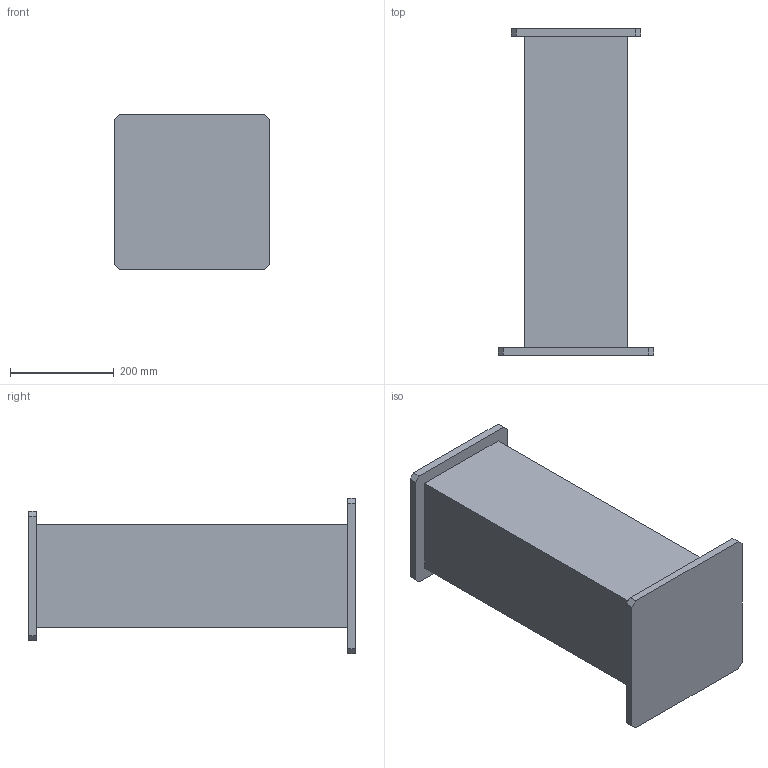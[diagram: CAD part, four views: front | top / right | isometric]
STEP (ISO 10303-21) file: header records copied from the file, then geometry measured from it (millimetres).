
FILE_DESCRIPTION (( 'STEP AP214' ), '1' );
FILE_NAME ('Pedestal_4.STEP', '2024-12-12T14:44:12', ( '' ), ( '' ), 'SwSTEP 2.0', 'SolidWorks 2018', '' );
FILE_SCHEMA (( 'AUTOMOTIVE_DESIGN' ));
Length unit declared in the file: millimetre
Products named in the file (1): Pedestal_4
Bounding box: 300 x 630 x 300 mm (x, y, z)
Volume: 6841500 mm3; surface area: 1233297.1 mm2
Topology: 1 solids, 2 shells, 30 faces, 72 edges, 48 vertices
Faces by surface type: plane 30
Entity records: 888 total; most frequent: CARTESIAN_POINT 151, ORIENTED_EDGE 144, DIRECTION 134, VECTOR 72, EDGE_CURVE 72, LINE 72, VERTEX_POINT 48, EDGE_LOOP 32
